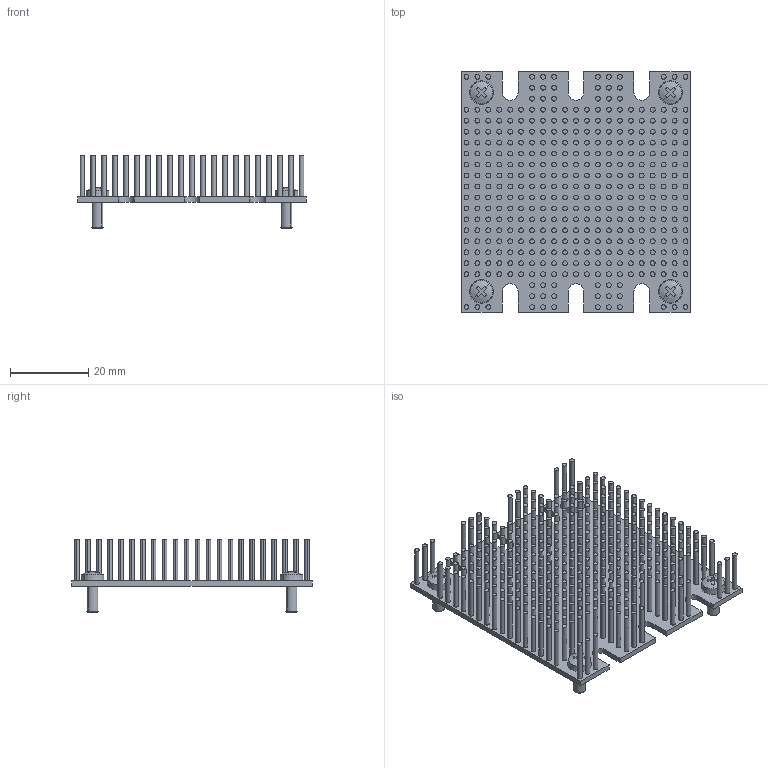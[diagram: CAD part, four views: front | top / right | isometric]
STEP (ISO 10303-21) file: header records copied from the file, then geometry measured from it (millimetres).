
FILE_DESCRIPTION((''),'2;1');
FILE_NAME('HSINK_TRACO_TEP-HS1.stp','2015-07-06T11:29:17',(''),(''),'Mechanical Desktop 2011','Mechanical Desktop 2011',', , ');
FILE_SCHEMA(('AUTOMOTIVE_DESIGN { 1 2 10303 214 1 1 1 1 }'));
Length unit declared in the file: millimetre
Products named in the file (1): Product
Bounding box: 58.4 x 61.5 x 18.5 mm (x, y, z)
Volume: 9725.3 mm3; surface area: 23167.2 mm2
Topology: 5 solids, 5 shells, 1306 faces, 2692 edges, 1784 vertices
Faces by surface type: cylinder 790, plane 468, cone 32, torus 8, sphere 8
Entity records: 35432 total; most frequent: DIRECTION 7014, CARTESIAN_POINT 5783, ORIENTED_EDGE 5384, AXIS2_PLACEMENT_3D 3015, EDGE_CURVE 2692, VERTEX_POINT 1784, CIRCLE 1708, EDGE_LOOP 1702
